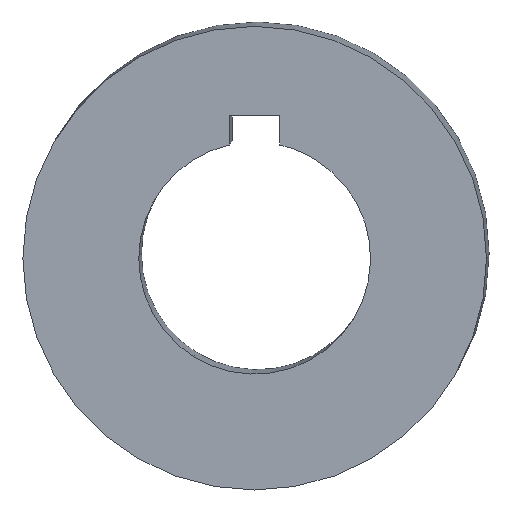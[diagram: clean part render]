
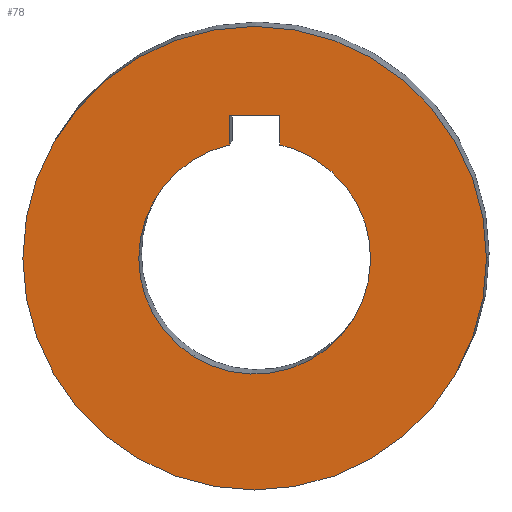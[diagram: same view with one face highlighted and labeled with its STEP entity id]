
A CAD part, left-side view. The second image highlights one B-rep face of the part: STEP entity #78.
In plain terms, the highlighted planar face has unit normal (-1, 0.011, -0.018).
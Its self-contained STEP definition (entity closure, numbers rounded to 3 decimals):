
#78 = ADVANCED_FACE( '', ( #92, #93 ), #94, .F. );
#92 = FACE_OUTER_BOUND( '', #114, .T. );
#93 = FACE_BOUND( '', #115, .T. );
#94 = PLANE( '', #116 );
#114 = EDGE_LOOP( '', ( #151, #152 ) );
#115 = EDGE_LOOP( '', ( #153, #154, #155, #156, #157, #158 ) );
#116 = AXIS2_PLACEMENT_3D( '', #159, #160, #161 );
#151 = ORIENTED_EDGE( '', *, *, #218, .F. );
#152 = ORIENTED_EDGE( '', *, *, #219, .F. );
#153 = ORIENTED_EDGE( '', *, *, #213, .F. );
#154 = ORIENTED_EDGE( '', *, *, #209, .F. );
#155 = ORIENTED_EDGE( '', *, *, #220, .F. );
#156 = ORIENTED_EDGE( '', *, *, #221, .T. );
#157 = ORIENTED_EDGE( '', *, *, #222, .T. );
#158 = ORIENTED_EDGE( '', *, *, #215, .T. );
#159 = CARTESIAN_POINT( '', ( 14771.824, -159.959, 264.101 ) );
#160 = DIRECTION( '', ( 1., -0.011, 0.018 ) );
#161 = DIRECTION( '', ( 0., -0.855, -0.518 ) );
#209 = EDGE_CURVE( '', #232, #235, #236, .T. );
#213 = EDGE_CURVE( '', #235, #242, #243, .T. );
#215 = EDGE_CURVE( '', #245, #242, #246, .T. );
#218 = EDGE_CURVE( '', #250, #251, #252, .T. );
#219 = EDGE_CURVE( '', #251, #250, #253, .T. );
#220 = EDGE_CURVE( '', #254, #232, #255, .T. );
#221 = EDGE_CURVE( '', #254, #256, #257, .T. );
#222 = EDGE_CURVE( '', #256, #245, #258, .T. );
#232 = VERTEX_POINT( '', #272 );
#235 = VERTEX_POINT( '', #276 );
#236 = LINE( '', #277, #278 );
#242 = VERTEX_POINT( '', #287 );
#243 = LINE( '', #288, #289 );
#245 = VERTEX_POINT( '', #292 );
#246 = CIRCLE( '', #293, 15. );
#250 = VERTEX_POINT( '', #298 );
#251 = VERTEX_POINT( '', #299 );
#252 = CIRCLE( '', #300, 30. );
#253 = CIRCLE( '', #301, 30. );
#254 = VERTEX_POINT( '', #302 );
#255 = LINE( '', #303, #304 );
#256 = VERTEX_POINT( '', #305 );
#257 = CIRCLE( '', #306, 15. );
#258 = CIRCLE( '', #307, 15. );
#272 = CARTESIAN_POINT( '', ( 14730.912, -318.947, 2456.134 ) );
#276 = CARTESIAN_POINT( '', ( 14730.982, -312.447, 2456.135 ) );
#277 = CARTESIAN_POINT( '', ( 14730.947, -315.697, 2456.135 ) );
#278 = VECTOR( '', #327, 1000. );
#287 = CARTESIAN_POINT( '', ( 14731.051, -312.448, 2452.279 ) );
#288 = CARTESIAN_POINT( '', ( 14731.017, -312.448, 2454.207 ) );
#289 = VECTOR( '', #331, 1000. );
#292 = CARTESIAN_POINT( '', ( 14731.591, -307.787, 2424.898 ) );
#293 = AXIS2_PLACEMENT_3D( '', #333, #334, #335 );
#298 = CARTESIAN_POINT( '', ( 14730.953, -345.698, 2437.638 ) );
#299 = CARTESIAN_POINT( '', ( 14731.603, -285.702, 2437.638 ) );
#300 = AXIS2_PLACEMENT_3D( '', #340, #341, #342 );
#301 = AXIS2_PLACEMENT_3D( '', #343, #344, #345 );
#302 = CARTESIAN_POINT( '', ( 14730.981, -318.947, 2452.279 ) );
#303 = CARTESIAN_POINT( '', ( 14730.947, -318.947, 2454.207 ) );
#304 = VECTOR( '', #346, 1000. );
#305 = CARTESIAN_POINT( '', ( 14730.964, -323.613, 2450.377 ) );
#306 = AXIS2_PLACEMENT_3D( '', #347, #348, #349 );
#307 = AXIS2_PLACEMENT_3D( '', #350, #351, #352 );
#327 = DIRECTION( '', ( 0.011, 1., 0. ) );
#331 = DIRECTION( '', ( 0.018, 0., -1. ) );
#333 = CARTESIAN_POINT( '', ( 14731.278, -315.7, 2437.638 ) );
#334 = DIRECTION( '', ( 1., -0.011, 0.018 ) );
#335 = DIRECTION( '', ( 0.021, 0.518, -0.855 ) );
#340 = CARTESIAN_POINT( '', ( 14731.278, -315.7, 2437.638 ) );
#341 = DIRECTION( '', ( 1., -0.011, 0.018 ) );
#342 = DIRECTION( '', ( 0.021, 0.518, -0.855 ) );
#343 = CARTESIAN_POINT( '', ( 14731.278, -315.7, 2437.638 ) );
#344 = DIRECTION( '', ( 1., -0.011, 0.018 ) );
#345 = DIRECTION( '', ( 0.021, 0.518, -0.855 ) );
#346 = DIRECTION( '', ( -0.018, 0., 1. ) );
#347 = CARTESIAN_POINT( '', ( 14731.278, -315.7, 2437.638 ) );
#348 = DIRECTION( '', ( 1., -0.011, 0.018 ) );
#349 = DIRECTION( '', ( 0.021, 0.518, -0.855 ) );
#350 = CARTESIAN_POINT( '', ( 14731.278, -315.7, 2437.638 ) );
#351 = DIRECTION( '', ( 1., -0.011, 0.018 ) );
#352 = DIRECTION( '', ( 0.021, 0.518, -0.855 ) );
